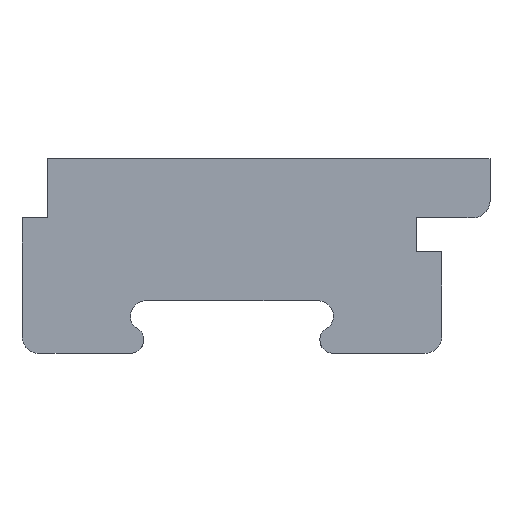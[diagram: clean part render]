
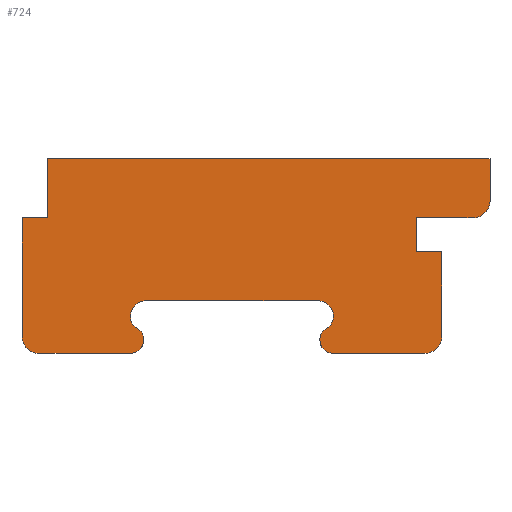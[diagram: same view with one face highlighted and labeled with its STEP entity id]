
A CAD part, top view. The second image highlights one B-rep face of the part: STEP entity #724.
In plain terms, the highlighted planar face has unit normal (0, 0, 1).
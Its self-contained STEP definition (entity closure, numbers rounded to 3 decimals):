
#177=DIRECTION('',(-0.841,-0.541,0.));
#178=VECTOR('',#177,0.346);
#179=CARTESIAN_POINT('',(5.723,1.551,1.2));
#180=LINE('',#179,#178);
#181=CARTESIAN_POINT('',(5.1,2.2,1.2));
#182=DIRECTION('',(0.,0.,-1.));
#183=DIRECTION('',(0.,1.,0.));
#184=AXIS2_PLACEMENT_3D('',#181,#182,#183);
#186=DIRECTION('',(1.,0.,0.));
#187=VECTOR('',#186,10.2);
#188=CARTESIAN_POINT('',(-5.1,3.1,1.2));
#189=LINE('',#188,#187);
#190=CARTESIAN_POINT('',(-5.1,2.2,1.2));
#191=DIRECTION('',(0.,0.,-1.));
#192=DIRECTION('',(-0.692,-0.722,0.));
#193=AXIS2_PLACEMENT_3D('',#190,#191,#192);
#195=DIRECTION('',(-0.841,0.541,0.));
#196=VECTOR('',#195,0.346);
#197=CARTESIAN_POINT('',(-5.432,1.364,1.2));
#198=LINE('',#197,#196);
#199=CARTESIAN_POINT('',(-6.,0.8,1.2));
#200=DIRECTION('',(0.,0.,1.));
#201=DIRECTION('',(0.,-1.,0.));
#202=AXIS2_PLACEMENT_3D('',#199,#200,#201);
#204=DIRECTION('',(1.,0.,0.));
#205=VECTOR('',#204,5.4);
#206=CARTESIAN_POINT('',(-11.4,0.,1.2));
#207=LINE('',#206,#205);
#208=CARTESIAN_POINT('',(-11.4,1.,1.2));
#209=DIRECTION('',(0.,0.,1.));
#210=DIRECTION('',(-1.,0.,0.));
#211=AXIS2_PLACEMENT_3D('',#208,#209,#210);
#213=DIRECTION('',(0.,-1.,0.));
#214=VECTOR('',#213,7.);
#215=CARTESIAN_POINT('',(-12.4,8.,1.2));
#216=LINE('',#215,#214);
#217=DIRECTION('',(-1.,0.,0.));
#218=VECTOR('',#217,1.5);
#219=CARTESIAN_POINT('',(-10.9,8.,1.2));
#220=LINE('',#219,#218);
#221=DIRECTION('',(0.,-1.,0.));
#222=VECTOR('',#221,3.5);
#223=CARTESIAN_POINT('',(-10.9,11.5,1.2));
#224=LINE('',#223,#222);
#225=DIRECTION('',(-1.,0.,0.));
#226=VECTOR('',#225,26.15);
#227=CARTESIAN_POINT('',(15.25,11.5,1.2));
#228=LINE('',#227,#226);
#229=DIRECTION('',(0.,1.,0.));
#230=VECTOR('',#229,2.5);
#231=CARTESIAN_POINT('',(15.25,9.,1.2));
#232=LINE('',#231,#230);
#233=CARTESIAN_POINT('',(14.25,9.,1.2));
#234=DIRECTION('',(0.,0.,1.));
#235=DIRECTION('',(0.,-1.,0.));
#236=AXIS2_PLACEMENT_3D('',#233,#234,#235);
#238=DIRECTION('',(1.,0.,0.));
#239=VECTOR('',#238,3.35);
#240=CARTESIAN_POINT('',(10.9,8.,1.2));
#241=LINE('',#240,#239);
#242=DIRECTION('',(0.,1.,0.));
#243=VECTOR('',#242,2.);
#244=CARTESIAN_POINT('',(10.9,6.,1.2));
#245=LINE('',#244,#243);
#246=DIRECTION('',(-1.,0.,0.));
#247=VECTOR('',#246,1.5);
#248=CARTESIAN_POINT('',(12.4,6.,1.2));
#249=LINE('',#248,#247);
#250=DIRECTION('',(0.,1.,0.));
#251=VECTOR('',#250,5.);
#252=CARTESIAN_POINT('',(12.4,1.,1.2));
#253=LINE('',#252,#251);
#254=CARTESIAN_POINT('',(11.4,1.,1.2));
#255=DIRECTION('',(0.,0.,1.));
#256=DIRECTION('',(0.,-1.,0.));
#257=AXIS2_PLACEMENT_3D('',#254,#255,#256);
#259=DIRECTION('',(1.,0.,0.));
#260=VECTOR('',#259,5.4);
#261=CARTESIAN_POINT('',(6.,0.,1.2));
#262=LINE('',#261,#260);
#263=CARTESIAN_POINT('',(6.,0.8,1.2));
#264=DIRECTION('',(0.,0.,1.));
#265=DIRECTION('',(-0.71,0.704,0.));
#266=AXIS2_PLACEMENT_3D('',#263,#264,#265);
#310=CARTESIAN_POINT('',(5.723,1.551,1.2));
#311=CARTESIAN_POINT('',(5.432,1.364,1.2));
#312=VERTEX_POINT('',#310);
#313=VERTEX_POINT('',#311);
#314=CARTESIAN_POINT('',(6.,0.,1.2));
#315=VERTEX_POINT('',#314);
#316=CARTESIAN_POINT('',(11.4,0.,1.2));
#317=VERTEX_POINT('',#316);
#318=CARTESIAN_POINT('',(12.4,1.,1.2));
#319=VERTEX_POINT('',#318);
#320=CARTESIAN_POINT('',(12.4,6.,1.2));
#321=VERTEX_POINT('',#320);
#322=CARTESIAN_POINT('',(10.9,6.,1.2));
#323=VERTEX_POINT('',#322);
#324=CARTESIAN_POINT('',(10.9,8.,1.2));
#325=VERTEX_POINT('',#324);
#326=CARTESIAN_POINT('',(14.25,8.,1.2));
#327=VERTEX_POINT('',#326);
#328=CARTESIAN_POINT('',(15.25,9.,1.2));
#329=VERTEX_POINT('',#328);
#330=CARTESIAN_POINT('',(15.25,11.5,1.2));
#331=VERTEX_POINT('',#330);
#332=CARTESIAN_POINT('',(-10.9,11.5,1.2));
#333=VERTEX_POINT('',#332);
#334=CARTESIAN_POINT('',(-10.9,8.,1.2));
#335=VERTEX_POINT('',#334);
#336=CARTESIAN_POINT('',(-12.4,8.,1.2));
#337=VERTEX_POINT('',#336);
#338=CARTESIAN_POINT('',(-12.4,1.,1.2));
#339=VERTEX_POINT('',#338);
#340=CARTESIAN_POINT('',(-11.4,0.,1.2));
#341=VERTEX_POINT('',#340);
#342=CARTESIAN_POINT('',(-6.,0.,1.2));
#343=VERTEX_POINT('',#342);
#344=CARTESIAN_POINT('',(-5.432,1.364,1.2));
#345=VERTEX_POINT('',#344);
#346=CARTESIAN_POINT('',(-5.723,1.551,1.2));
#347=VERTEX_POINT('',#346);
#348=CARTESIAN_POINT('',(-5.1,3.1,1.2));
#349=VERTEX_POINT('',#348);
#350=CARTESIAN_POINT('',(5.1,3.1,1.2));
#351=VERTEX_POINT('',#350);
#696=CARTESIAN_POINT('',(0.,0.,1.2));
#697=DIRECTION('',(0.,0.,1.));
#698=DIRECTION('',(1.,0.,0.));
#699=AXIS2_PLACEMENT_3D('',#696,#697,#698);
#700=PLANE('',#699);
#701=ORIENTED_EDGE('',*,*,#410,.F.);
#702=ORIENTED_EDGE('',*,*,#425,.F.);
#703=ORIENTED_EDGE('',*,*,#439,.F.);
#704=ORIENTED_EDGE('',*,*,#453,.F.);
#705=ORIENTED_EDGE('',*,*,#467,.F.);
#706=ORIENTED_EDGE('',*,*,#481,.F.);
#707=ORIENTED_EDGE('',*,*,#495,.F.);
#708=ORIENTED_EDGE('',*,*,#509,.F.);
#709=ORIENTED_EDGE('',*,*,#523,.F.);
#710=ORIENTED_EDGE('',*,*,#537,.F.);
#711=ORIENTED_EDGE('',*,*,#551,.F.);
#712=ORIENTED_EDGE('',*,*,#565,.F.);
#713=ORIENTED_EDGE('',*,*,#579,.F.);
#714=ORIENTED_EDGE('',*,*,#593,.F.);
#715=ORIENTED_EDGE('',*,*,#607,.F.);
#716=ORIENTED_EDGE('',*,*,#621,.F.);
#717=ORIENTED_EDGE('',*,*,#635,.F.);
#718=ORIENTED_EDGE('',*,*,#649,.F.);
#719=ORIENTED_EDGE('',*,*,#663,.F.);
#720=ORIENTED_EDGE('',*,*,#677,.F.);
#721=ORIENTED_EDGE('',*,*,#690,.F.);
#722=EDGE_LOOP('',(#701,#702,#703,#704,#705,#706,#707,#708,#709,#710,#711,#712,
#713,#714,#715,#716,#717,#718,#719,#720,#721));
#723=FACE_OUTER_BOUND('',#722,.F.);
#724=ADVANCED_FACE('',(#723),#700,.T.);
#185=CIRCLE('',#184,0.9);
#194=CIRCLE('',#193,0.9);
#203=CIRCLE('',#202,0.8);
#212=CIRCLE('',#211,1.);
#237=CIRCLE('',#236,1.);
#258=CIRCLE('',#257,1.);
#267=CIRCLE('',#266,0.8);
#410=EDGE_CURVE('',#312,#313,#180,.T.);
#425=EDGE_CURVE('',#351,#312,#185,.T.);
#439=EDGE_CURVE('',#349,#351,#189,.T.);
#453=EDGE_CURVE('',#347,#349,#194,.T.);
#467=EDGE_CURVE('',#345,#347,#198,.T.);
#481=EDGE_CURVE('',#343,#345,#203,.T.);
#495=EDGE_CURVE('',#341,#343,#207,.T.);
#509=EDGE_CURVE('',#339,#341,#212,.T.);
#523=EDGE_CURVE('',#337,#339,#216,.T.);
#537=EDGE_CURVE('',#335,#337,#220,.T.);
#551=EDGE_CURVE('',#333,#335,#224,.T.);
#565=EDGE_CURVE('',#331,#333,#228,.T.);
#579=EDGE_CURVE('',#329,#331,#232,.T.);
#593=EDGE_CURVE('',#327,#329,#237,.T.);
#607=EDGE_CURVE('',#325,#327,#241,.T.);
#621=EDGE_CURVE('',#323,#325,#245,.T.);
#635=EDGE_CURVE('',#321,#323,#249,.T.);
#649=EDGE_CURVE('',#319,#321,#253,.T.);
#663=EDGE_CURVE('',#317,#319,#258,.T.);
#677=EDGE_CURVE('',#315,#317,#262,.T.);
#690=EDGE_CURVE('',#313,#315,#267,.T.);
